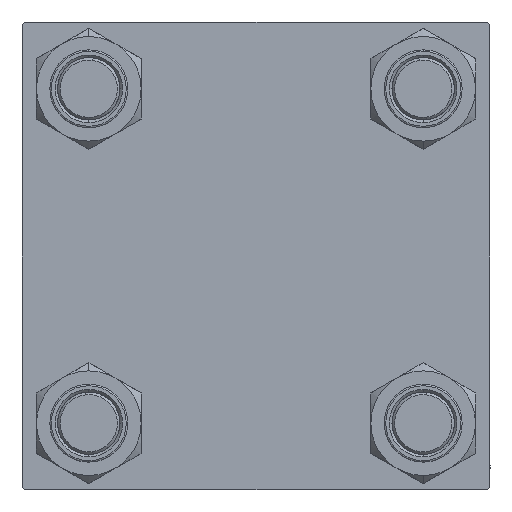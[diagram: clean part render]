
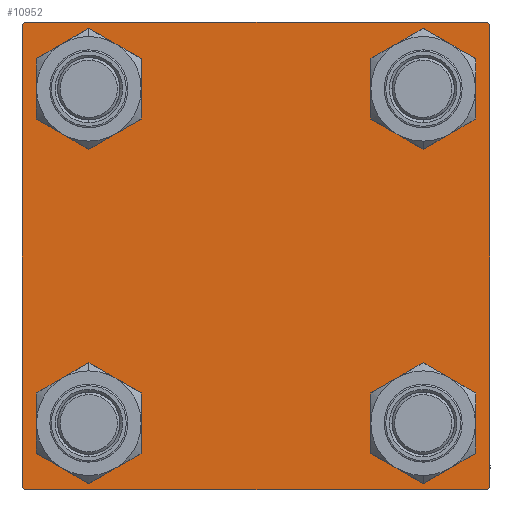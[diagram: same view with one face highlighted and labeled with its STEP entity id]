
A CAD part, left-side view. The second image highlights one B-rep face of the part: STEP entity #10952.
In plain terms, the highlighted planar face has unit normal (-1, 0, 0).
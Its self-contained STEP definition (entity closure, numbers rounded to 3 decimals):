
#73 = ORIENTED_EDGE ( 'NONE', *, *, #45153, .T. ) ;
#793 = VERTEX_POINT ( 'NONE', #21603 ) ;
#1376 = CIRCLE ( 'NONE', #35416, 6.5 ) ;
#2526 = CIRCLE ( 'NONE', #39004, 6.5 ) ;
#2545 = DIRECTION ( 'NONE',  ( 0., 0., -1. ) ) ;
#2573 = CARTESIAN_POINT ( 'NONE',  ( 0., 45., -44.5 ) ) ;
#2645 = VERTEX_POINT ( 'NONE', #2573 ) ;
#2971 = CARTESIAN_POINT ( 'NONE',  ( 0., 0., 0. ) ) ;
#3114 = CARTESIAN_POINT ( 'NONE',  ( 0., 44.75, 44.75 ) ) ;
#3259 = ORIENTED_EDGE ( 'NONE', *, *, #4665, .T. ) ;
#3827 = CARTESIAN_POINT ( 'NONE',  ( 0., 44.5, 45. ) ) ;
#3849 = ORIENTED_EDGE ( 'NONE', *, *, #18100, .T. ) ;
#4665 = EDGE_CURVE ( 'NONE', #48564, #2645, #44887, .T. ) ;
#5365 = EDGE_CURVE ( 'NONE', #22389, #48564, #15056, .T. ) ;
#5456 = EDGE_CURVE ( 'NONE', #23421, #11709, #14485, .T. ) ;
#5522 = FACE_BOUND ( 'NONE', #40480, .T. ) ;
#5689 = VERTEX_POINT ( 'NONE', #27416 ) ;
#6143 = ORIENTED_EDGE ( 'NONE', *, *, #30286, .F. ) ;
#6906 = CIRCLE ( 'NONE', #42536, 6.5 ) ;
#7083 = LINE ( 'NONE', #13950, #14587 ) ;
#7252 = DIRECTION ( 'NONE',  ( 0., -1., 0. ) ) ;
#7280 = PLANE ( 'NONE',  #9033 ) ;
#7583 = ORIENTED_EDGE ( 'NONE', *, *, #33034, .T. ) ;
#7944 = ORIENTED_EDGE ( 'NONE', *, *, #12116, .T. ) ;
#8034 = CARTESIAN_POINT ( 'NONE',  ( 0., -32.15, 32.15 ) ) ;
#8536 = DIRECTION ( 'NONE',  ( 1., 0., 0. ) ) ;
#8573 = LINE ( 'NONE', #13134, #38451 ) ;
#8709 = CARTESIAN_POINT ( 'NONE',  ( 0., 32.15, 38.65 ) ) ;
#9033 = AXIS2_PLACEMENT_3D ( 'NONE', #2971, #29368, #26573 ) ;
#9090 = DIRECTION ( 'NONE',  ( 0., 0., 1. ) ) ;
#9558 = VERTEX_POINT ( 'NONE', #43139 ) ;
#10874 = EDGE_CURVE ( 'NONE', #793, #45405, #2526, .T. ) ;
#10952 = ADVANCED_FACE ( 'NONE', ( #5522, #36731, #21019, #25319, #24325 ), #7280, .T. ) ;
#11235 = VECTOR ( 'NONE', #2545, 1000. ) ;
#11319 = EDGE_LOOP ( 'NONE', ( #73, #16021 ) ) ;
#11456 = VECTOR ( 'NONE', #46134, 1000. ) ;
#11465 = ORIENTED_EDGE ( 'NONE', *, *, #5365, .T. ) ;
#11673 = VERTEX_POINT ( 'NONE', #28748 ) ;
#11709 = VERTEX_POINT ( 'NONE', #8709 ) ;
#11917 = CARTESIAN_POINT ( 'NONE',  ( 0., 45., -45. ) ) ;
#12116 = EDGE_CURVE ( 'NONE', #27320, #5689, #33239, .T. ) ;
#12233 = CARTESIAN_POINT ( 'NONE',  ( 0., 44.5, -45. ) ) ;
#12541 = VECTOR ( 'NONE', #48953, 1000. ) ;
#12643 = DIRECTION ( 'NONE',  ( 0., -0.707, 0.707 ) ) ;
#13134 = CARTESIAN_POINT ( 'NONE',  ( 0., -44.75, -44.75 ) ) ;
#13188 = EDGE_LOOP ( 'NONE', ( #27413, #29858 ) ) ;
#13845 = CARTESIAN_POINT ( 'NONE',  ( 0., -32.15, 32.15 ) ) ;
#13950 = CARTESIAN_POINT ( 'NONE',  ( 0., -45., 45. ) ) ;
#13952 = ORIENTED_EDGE ( 'NONE', *, *, #40101, .F. ) ;
#14257 = VECTOR ( 'NONE', #7252, 1000. ) ;
#14325 = EDGE_CURVE ( 'NONE', #24344, #45857, #26389, .T. ) ;
#14479 = CARTESIAN_POINT ( 'NONE',  ( 0., -44.75, 44.75 ) ) ;
#14485 = CIRCLE ( 'NONE', #21809, 6.5 ) ;
#14587 = VECTOR ( 'NONE', #37525, 1000. ) ;
#14997 = LINE ( 'NONE', #14479, #12541 ) ;
#15056 = LINE ( 'NONE', #3114, #45264 ) ;
#15466 = CIRCLE ( 'NONE', #34066, 6.5 ) ;
#16021 = ORIENTED_EDGE ( 'NONE', *, *, #44308, .T. ) ;
#16030 = CARTESIAN_POINT ( 'NONE',  ( 0., 32.15, 25.65 ) ) ;
#16286 = CIRCLE ( 'NONE', #44483, 6.5 ) ;
#16725 = DIRECTION ( 'NONE',  ( 1., 0., 0. ) ) ;
#18100 = EDGE_CURVE ( 'NONE', #2645, #24344, #43998, .T. ) ;
#18982 = CARTESIAN_POINT ( 'NONE',  ( 0., -32.15, -25.65 ) ) ;
#19407 = VERTEX_POINT ( 'NONE', #20886 ) ;
#20104 = ORIENTED_EDGE ( 'NONE', *, *, #14325, .T. ) ;
#20490 = VERTEX_POINT ( 'NONE', #39615 ) ;
#20886 = CARTESIAN_POINT ( 'NONE',  ( 0., -45., -44.5 ) ) ;
#20950 = DIRECTION ( 'NONE',  ( 1., 0., 0. ) ) ;
#21019 = FACE_BOUND ( 'NONE', #11319, .T. ) ;
#21068 = CARTESIAN_POINT ( 'NONE',  ( 0., -44.5, 45. ) ) ;
#21534 = ORIENTED_EDGE ( 'NONE', *, *, #5456, .T. ) ;
#21603 = CARTESIAN_POINT ( 'NONE',  ( 0., -32.15, -38.65 ) ) ;
#21776 = EDGE_LOOP ( 'NONE', ( #3259, #3849, #20104, #49261, #13952, #29029, #6143, #11465 ) ) ;
#21809 = AXIS2_PLACEMENT_3D ( 'NONE', #26980, #46714, #39381 ) ;
#22389 = VERTEX_POINT ( 'NONE', #3827 ) ;
#22940 = EDGE_CURVE ( 'NONE', #45857, #19407, #8573, .T. ) ;
#22972 = DIRECTION ( 'NONE',  ( 0., 0., 1. ) ) ;
#23421 = VERTEX_POINT ( 'NONE', #16030 ) ;
#24325 = FACE_OUTER_BOUND ( 'NONE', #21776, .T. ) ;
#24344 = VERTEX_POINT ( 'NONE', #12233 ) ;
#24725 = CARTESIAN_POINT ( 'NONE',  ( 0., -44.5, -45. ) ) ;
#25319 = FACE_BOUND ( 'NONE', #48070, .T. ) ;
#26268 = EDGE_CURVE ( 'NONE', #9558, #34990, #14997, .T. ) ;
#26389 = LINE ( 'NONE', #11917, #11456 ) ;
#26573 = DIRECTION ( 'NONE',  ( 0., 0., 1. ) ) ;
#26980 = CARTESIAN_POINT ( 'NONE',  ( 0., 32.15, 32.15 ) ) ;
#27320 = VERTEX_POINT ( 'NONE', #48652 ) ;
#27413 = ORIENTED_EDGE ( 'NONE', *, *, #27919, .T. ) ;
#27416 = CARTESIAN_POINT ( 'NONE',  ( 0., -32.15, 25.65 ) ) ;
#27640 = CIRCLE ( 'NONE', #41361, 6.5 ) ;
#27919 = EDGE_CURVE ( 'NONE', #45405, #793, #6906, .T. ) ;
#28067 = CARTESIAN_POINT ( 'NONE',  ( 0., -32.15, -32.15 ) ) ;
#28748 = CARTESIAN_POINT ( 'NONE',  ( 0., 32.15, -25.65 ) ) ;
#29029 = ORIENTED_EDGE ( 'NONE', *, *, #26268, .T. ) ;
#29368 = DIRECTION ( 'NONE',  ( -1., 0., 0. ) ) ;
#29858 = ORIENTED_EDGE ( 'NONE', *, *, #10874, .T. ) ;
#29943 = CARTESIAN_POINT ( 'NONE',  ( 0., 45., 45. ) ) ;
#30286 = EDGE_CURVE ( 'NONE', #22389, #34990, #42750, .T. ) ;
#30531 = DIRECTION ( 'NONE',  ( 0., 0.707, -0.707 ) ) ;
#31636 = AXIS2_PLACEMENT_3D ( 'NONE', #8034, #8536, #38722 ) ;
#31810 = VECTOR ( 'NONE', #40204, 1000. ) ;
#32107 = CARTESIAN_POINT ( 'NONE',  ( 0., 45., 44.5 ) ) ;
#33034 = EDGE_CURVE ( 'NONE', #5689, #27320, #1376, .T. ) ;
#33239 = CIRCLE ( 'NONE', #31636, 6.5 ) ;
#33334 = CARTESIAN_POINT ( 'NONE',  ( 0., 44.75, -44.75 ) ) ;
#34066 = AXIS2_PLACEMENT_3D ( 'NONE', #42474, #42965, #22972 ) ;
#34142 = CARTESIAN_POINT ( 'NONE',  ( 0., 45., 45. ) ) ;
#34990 = VERTEX_POINT ( 'NONE', #21068 ) ;
#35257 = DIRECTION ( 'NONE',  ( 0., 0., 1. ) ) ;
#35416 = AXIS2_PLACEMENT_3D ( 'NONE', #13845, #47828, #44526 ) ;
#35994 = DIRECTION ( 'NONE',  ( 1., 0., 0. ) ) ;
#36731 = FACE_BOUND ( 'NONE', #13188, .T. ) ;
#37525 = DIRECTION ( 'NONE',  ( 0., 0., -1. ) ) ;
#38451 = VECTOR ( 'NONE', #12643, 1000. ) ;
#38722 = DIRECTION ( 'NONE',  ( 0., 0., 1. ) ) ;
#39004 = AXIS2_PLACEMENT_3D ( 'NONE', #40768, #16725, #9090 ) ;
#39289 = DIRECTION ( 'NONE',  ( 0., 0., 1. ) ) ;
#39302 = CARTESIAN_POINT ( 'NONE',  ( 0., 32.15, 32.15 ) ) ;
#39381 = DIRECTION ( 'NONE',  ( 0., 0., 1. ) ) ;
#39615 = CARTESIAN_POINT ( 'NONE',  ( 0., 32.15, -38.65 ) ) ;
#40101 = EDGE_CURVE ( 'NONE', #9558, #19407, #7083, .T. ) ;
#40204 = DIRECTION ( 'NONE',  ( 0., -0.707, -0.707 ) ) ;
#40480 = EDGE_LOOP ( 'NONE', ( #7944, #7583 ) ) ;
#40768 = CARTESIAN_POINT ( 'NONE',  ( 0., -32.15, -32.15 ) ) ;
#41133 = EDGE_CURVE ( 'NONE', #11709, #23421, #16286, .T. ) ;
#41361 = AXIS2_PLACEMENT_3D ( 'NONE', #46874, #43583, #39289 ) ;
#42474 = CARTESIAN_POINT ( 'NONE',  ( 0., 32.15, -32.15 ) ) ;
#42536 = AXIS2_PLACEMENT_3D ( 'NONE', #28067, #20950, #47550 ) ;
#42750 = LINE ( 'NONE', #34142, #14257 ) ;
#42965 = DIRECTION ( 'NONE',  ( 1., 0., 0. ) ) ;
#43139 = CARTESIAN_POINT ( 'NONE',  ( 0., -45., 44.5 ) ) ;
#43583 = DIRECTION ( 'NONE',  ( 1., 0., 0. ) ) ;
#43995 = ORIENTED_EDGE ( 'NONE', *, *, #41133, .T. ) ;
#43998 = LINE ( 'NONE', #33334, #31810 ) ;
#44308 = EDGE_CURVE ( 'NONE', #20490, #11673, #15466, .T. ) ;
#44483 = AXIS2_PLACEMENT_3D ( 'NONE', #39302, #35994, #35257 ) ;
#44526 = DIRECTION ( 'NONE',  ( 0., 0., 1. ) ) ;
#44887 = LINE ( 'NONE', #29943, #11235 ) ;
#45153 = EDGE_CURVE ( 'NONE', #11673, #20490, #27640, .T. ) ;
#45264 = VECTOR ( 'NONE', #30531, 1000. ) ;
#45405 = VERTEX_POINT ( 'NONE', #18982 ) ;
#45857 = VERTEX_POINT ( 'NONE', #24725 ) ;
#46134 = DIRECTION ( 'NONE',  ( 0., -1., 0. ) ) ;
#46714 = DIRECTION ( 'NONE',  ( 1., 0., 0. ) ) ;
#46874 = CARTESIAN_POINT ( 'NONE',  ( 0., 32.15, -32.15 ) ) ;
#47550 = DIRECTION ( 'NONE',  ( 0., 0., 1. ) ) ;
#47828 = DIRECTION ( 'NONE',  ( 1., 0., 0. ) ) ;
#48070 = EDGE_LOOP ( 'NONE', ( #43995, #21534 ) ) ;
#48564 = VERTEX_POINT ( 'NONE', #32107 ) ;
#48652 = CARTESIAN_POINT ( 'NONE',  ( 0., -32.15, 38.65 ) ) ;
#48953 = DIRECTION ( 'NONE',  ( 0., 0.707, 0.707 ) ) ;
#49261 = ORIENTED_EDGE ( 'NONE', *, *, #22940, .T. ) ;
